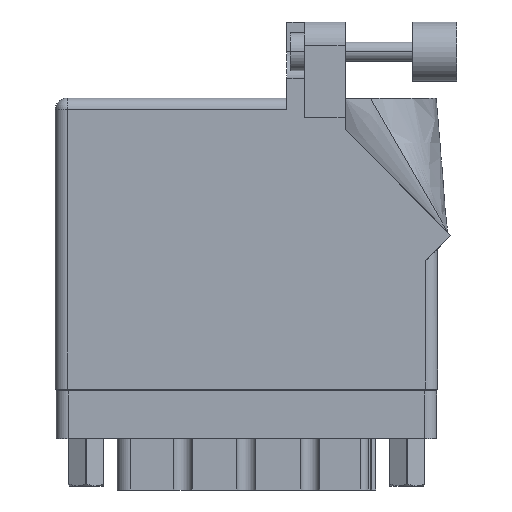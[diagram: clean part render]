
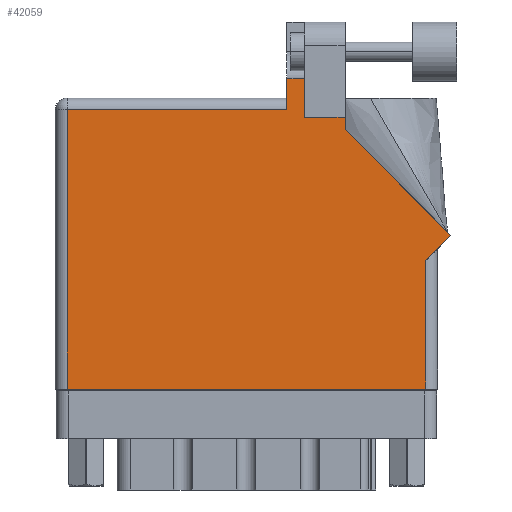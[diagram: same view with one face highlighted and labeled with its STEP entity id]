
A CAD part, front view. The second image highlights one B-rep face of the part: STEP entity #42059.
In plain terms, the highlighted face is planar.
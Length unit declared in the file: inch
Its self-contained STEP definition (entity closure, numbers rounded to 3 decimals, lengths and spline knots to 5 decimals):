
#203 = LINE ( 'NONE', #43698, #6293 ) ;
#551 = VECTOR ( 'NONE', #42644, 39.37008 ) ;
#1264 = VERTEX_POINT ( 'NONE', #20569 ) ;
#2388 = VERTEX_POINT ( 'NONE', #17812 ) ;
#2772 = LINE ( 'NONE', #45647, #36270 ) ;
#3836 = DIRECTION ( 'NONE',  ( 0., 1., 0. ) ) ;
#3917 = CARTESIAN_POINT ( 'NONE',  ( 0., 0., 0. ) ) ;
#5270 = DIRECTION ( 'NONE',  ( 0., 1., 0. ) ) ;
#6200 = CARTESIAN_POINT ( 'NONE',  ( 1.311, 1.43, 0. ) ) ;
#6293 = VECTOR ( 'NONE', #46906, 39.37008 ) ;
#6307 = ORIENTED_EDGE ( 'NONE', *, *, #28255, .T. ) ;
#6812 = DIRECTION ( 'NONE',  ( 0., 0., -1. ) ) ;
#7278 = CARTESIAN_POINT ( 'NONE',  ( 1.948, 0., 0. ) ) ;
#7292 = EDGE_CURVE ( 'NONE', #37769, #26229, #2772, .T. ) ;
#7919 = ORIENTED_EDGE ( 'NONE', *, *, #9838, .T. ) ;
#8349 = EDGE_CURVE ( 'NONE', #17978, #19229, #32175, .T. ) ;
#8502 = FACE_OUTER_BOUND ( 'NONE', #35820, .T. ) ;
#9081 = CARTESIAN_POINT ( 'NONE',  ( 1.524, 1.43, 0. ) ) ;
#9838 = EDGE_CURVE ( 'NONE', #1264, #13550, #27729, .T. ) ;
#9905 = CARTESIAN_POINT ( 'NONE',  ( 1.217, 1.6315, 0. ) ) ;
#10082 = DIRECTION ( 'NONE',  ( -1., 0., 0. ) ) ;
#10160 = CARTESIAN_POINT ( 'NONE',  ( 0., 1.468, 0. ) ) ;
#10523 = CARTESIAN_POINT ( 'NONE',  ( 0.062, 0., 0. ) ) ;
#10580 = DIRECTION ( 'NONE',  ( -0.707, 0.707, 0. ) ) ;
#10972 = ORIENTED_EDGE ( 'NONE', *, *, #8349, .T. ) ;
#11134 = CARTESIAN_POINT ( 'NONE',  ( 1.948, 0.737, 0. ) ) ;
#11564 = ORIENTED_EDGE ( 'NONE', *, *, #41814, .T. ) ;
#13550 = VERTEX_POINT ( 'NONE', #39576 ) ;
#15009 = DIRECTION ( 'NONE',  ( 0., 1., 0. ) ) ;
#15168 = VECTOR ( 'NONE', #38431, 39.37008 ) ;
#15344 = CARTESIAN_POINT ( 'NONE',  ( 1.524, 1.36442, 0. ) ) ;
#17250 = VERTEX_POINT ( 'NONE', #44888 ) ;
#17812 = CARTESIAN_POINT ( 'NONE',  ( 1.311, 1.6315, 0. ) ) ;
#17930 = LINE ( 'NONE', #42746, #34956 ) ;
#17978 = VERTEX_POINT ( 'NONE', #10523 ) ;
#18202 = DIRECTION ( 'NONE',  ( -1., 0., 0. ) ) ;
#18880 = ORIENTED_EDGE ( 'NONE', *, *, #35270, .T. ) ;
#19229 = VERTEX_POINT ( 'NONE', #7278 ) ;
#19373 = EDGE_CURVE ( 'NONE', #17250, #20763, #21629, .T. ) ;
#19509 = AXIS2_PLACEMENT_3D ( 'NONE', #48999, #6812, #18202 ) ;
#19719 = CARTESIAN_POINT ( 'NONE',  ( 1.64177, 1.6315, 0. ) ) ;
#20303 = ORIENTED_EDGE ( 'NONE', *, *, #28429, .T. ) ;
#20569 = CARTESIAN_POINT ( 'NONE',  ( 1.217, 1.468, 0. ) ) ;
#20763 = VERTEX_POINT ( 'NONE', #6200 ) ;
#21359 = VECTOR ( 'NONE', #25567, 39.37008 ) ;
#21629 = LINE ( 'NONE', #9081, #39861 ) ;
#21804 = LINE ( 'NONE', #19719, #551 ) ;
#22404 = VECTOR ( 'NONE', #5270, 39.37008 ) ;
#23070 = EDGE_CURVE ( 'NONE', #19229, #36786, #47076, .T. ) ;
#25567 = DIRECTION ( 'NONE',  ( 0.707, 0.707, 0. ) ) ;
#26229 = VERTEX_POINT ( 'NONE', #15344 ) ;
#26465 = VERTEX_POINT ( 'NONE', #9905 ) ;
#26517 = ORIENTED_EDGE ( 'NONE', *, *, #36009, .T. ) ;
#26945 = CARTESIAN_POINT ( 'NONE',  ( 2.08071, 0.80771, 0. ) ) ;
#27729 = LINE ( 'NONE', #10160, #45926 ) ;
#28007 = CARTESIAN_POINT ( 'NONE',  ( 1.524, 1.36442, 0. ) ) ;
#28255 = EDGE_CURVE ( 'NONE', #20763, #2388, #32411, .T. ) ;
#28429 = EDGE_CURVE ( 'NONE', #26465, #1264, #203, .T. ) ;
#29841 = ORIENTED_EDGE ( 'NONE', *, *, #19373, .T. ) ;
#31179 = EDGE_CURVE ( 'NONE', #2388, #26465, #21804, .T. ) ;
#32175 = LINE ( 'NONE', #3917, #15168 ) ;
#32411 = LINE ( 'NONE', #46399, #43910 ) ;
#34956 = VECTOR ( 'NONE', #47293, 39.37008 ) ;
#35270 = EDGE_CURVE ( 'NONE', #13550, #17978, #17930, .T. ) ;
#35820 = EDGE_LOOP ( 'NONE', ( #6307, #40391, #20303, #7919, #18880, #10972, #37199, #26517, #42673, #11564, #29841 ) ) ;
#36009 = EDGE_CURVE ( 'NONE', #36786, #37769, #37891, .T. ) ;
#36270 = VECTOR ( 'NONE', #10580, 39.37008 ) ;
#36786 = VERTEX_POINT ( 'NONE', #40359 ) ;
#37199 = ORIENTED_EDGE ( 'NONE', *, *, #23070, .T. ) ;
#37769 = VERTEX_POINT ( 'NONE', #26945 ) ;
#37891 = LINE ( 'NONE', #48454, #21359 ) ;
#38431 = DIRECTION ( 'NONE',  ( 1., 0., 0. ) ) ;
#39576 = CARTESIAN_POINT ( 'NONE',  ( 0.062, 1.468, 0. ) ) ;
#39861 = VECTOR ( 'NONE', #10082, 39.37008 ) ;
#40359 = CARTESIAN_POINT ( 'NONE',  ( 1.948, 0.675, 0. ) ) ;
#40391 = ORIENTED_EDGE ( 'NONE', *, *, #31179, .T. ) ;
#41814 = EDGE_CURVE ( 'NONE', #26229, #17250, #46054, .T. ) ;
#42059 = ADVANCED_FACE ( 'NONE', ( #8502 ), #45617, .F. ) ;
#42644 = DIRECTION ( 'NONE',  ( -1., 0., 0. ) ) ;
#42673 = ORIENTED_EDGE ( 'NONE', *, *, #7292, .T. ) ;
#42746 = CARTESIAN_POINT ( 'NONE',  ( 0.062, 0., 0. ) ) ;
#43698 = CARTESIAN_POINT ( 'NONE',  ( 1.217, 1.53, 0. ) ) ;
#43910 = VECTOR ( 'NONE', #3836, 39.37008 ) ;
#44664 = VECTOR ( 'NONE', #15009, 39.37008 ) ;
#44888 = CARTESIAN_POINT ( 'NONE',  ( 1.524, 1.43, 0. ) ) ;
#45617 = PLANE ( 'NONE',  #19509 ) ;
#45647 = CARTESIAN_POINT ( 'NONE',  ( 2.08071, 0.80771, 0. ) ) ;
#45926 = VECTOR ( 'NONE', #49270, 39.37008 ) ;
#46054 = LINE ( 'NONE', #28007, #22404 ) ;
#46399 = CARTESIAN_POINT ( 'NONE',  ( 1.311, 1.43, 0. ) ) ;
#46906 = DIRECTION ( 'NONE',  ( 0., -1., 0. ) ) ;
#47076 = LINE ( 'NONE', #11134, #44664 ) ;
#47293 = DIRECTION ( 'NONE',  ( 0., -1., 0. ) ) ;
#48454 = CARTESIAN_POINT ( 'NONE',  ( 2.01, 0.737, 0. ) ) ;
#48999 = CARTESIAN_POINT ( 'NONE',  ( 0., 1.53, 0. ) ) ;
#49270 = DIRECTION ( 'NONE',  ( -1., 0., 0. ) ) ;
